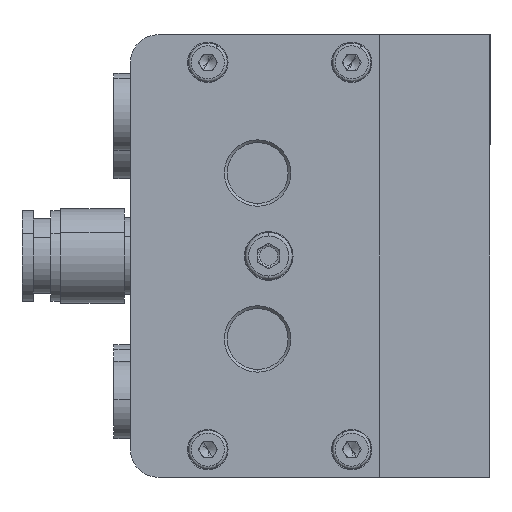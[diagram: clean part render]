
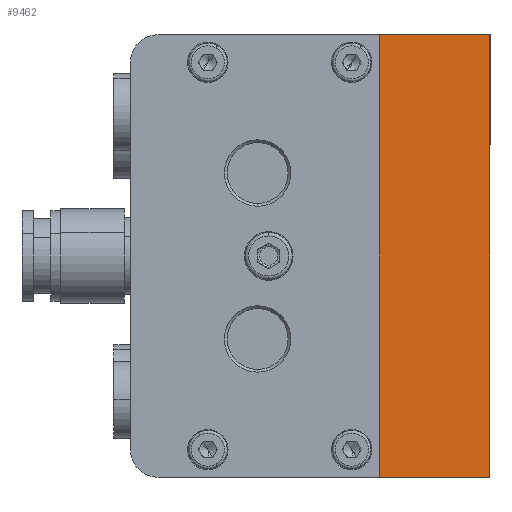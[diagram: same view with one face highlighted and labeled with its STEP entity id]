
A CAD part, left-side view. The second image highlights one B-rep face of the part: STEP entity #9462.
In plain terms, the highlighted planar face has unit normal (-1, 0, 0).
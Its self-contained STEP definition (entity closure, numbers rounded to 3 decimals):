
#2090 = ORIENTED_EDGE ( 'NONE', *, *, #32248, .F. ) ;
#2177 = ORIENTED_EDGE ( 'NONE', *, *, #7440, .T. ) ;
#4885 = DIRECTION ( 'NONE',  ( 0., 1., 0. ) ) ;
#5654 = VERTEX_POINT ( 'NONE', #21227 ) ;
#6115 = VECTOR ( 'NONE', #39703, 1000. ) ;
#7440 = EDGE_CURVE ( 'NONE', #20577, #5654, #8247, .T. ) ;
#8247 = LINE ( 'NONE', #37534, #11140 ) ;
#8686 = LINE ( 'NONE', #22048, #25131 ) ;
#9462 = ADVANCED_FACE ( 'NONE', ( #28203 ), #20848, .F. ) ;
#9589 = EDGE_LOOP ( 'NONE', ( #28322, #2090, #12977, #2177 ) ) ;
#11140 = VECTOR ( 'NONE', #21608, 1000. ) ;
#11974 = CARTESIAN_POINT ( 'NONE',  ( -221., -20., 40. ) ) ;
#12977 = ORIENTED_EDGE ( 'NONE', *, *, #32458, .F. ) ;
#13371 = CARTESIAN_POINT ( 'NONE',  ( -221., -20., -40. ) ) ;
#14216 = CARTESIAN_POINT ( 'NONE',  ( -221., -20., -40. ) ) ;
#14266 = DIRECTION ( 'NONE',  ( 1., 0., 0. ) ) ;
#14847 = LINE ( 'NONE', #17820, #6115 ) ;
#17820 = CARTESIAN_POINT ( 'NONE',  ( -221., 0., 40. ) ) ;
#20577 = VERTEX_POINT ( 'NONE', #11974 ) ;
#20848 = PLANE ( 'NONE',  #26147 ) ;
#21227 = CARTESIAN_POINT ( 'NONE',  ( -221., 0., 40. ) ) ;
#21579 = CARTESIAN_POINT ( 'NONE',  ( -221., 0., -40. ) ) ;
#21608 = DIRECTION ( 'NONE',  ( 0., 1., 0. ) ) ;
#22048 = CARTESIAN_POINT ( 'NONE',  ( -221., -20., 40. ) ) ;
#24274 = VECTOR ( 'NONE', #4885, 1000. ) ;
#25022 = DIRECTION ( 'NONE',  ( 0., 0., -1. ) ) ;
#25131 = VECTOR ( 'NONE', #25022, 1000. ) ;
#26147 = AXIS2_PLACEMENT_3D ( 'NONE', #33578, #14266, #33373 ) ;
#28203 = FACE_OUTER_BOUND ( 'NONE', #9589, .T. ) ;
#28322 = ORIENTED_EDGE ( 'NONE', *, *, #34052, .T. ) ;
#30341 = LINE ( 'NONE', #14216, #24274 ) ;
#32078 = VERTEX_POINT ( 'NONE', #13371 ) ;
#32248 = EDGE_CURVE ( 'NONE', #32078, #39196, #30341, .T. ) ;
#32458 = EDGE_CURVE ( 'NONE', #20577, #32078, #8686, .T. ) ;
#33373 = DIRECTION ( 'NONE',  ( 0., 0., -1. ) ) ;
#33578 = CARTESIAN_POINT ( 'NONE',  ( -221., -20., 40. ) ) ;
#34052 = EDGE_CURVE ( 'NONE', #5654, #39196, #14847, .T. ) ;
#37534 = CARTESIAN_POINT ( 'NONE',  ( -221., -20., 40. ) ) ;
#39196 = VERTEX_POINT ( 'NONE', #21579 ) ;
#39703 = DIRECTION ( 'NONE',  ( 0., 0., -1. ) ) ;
